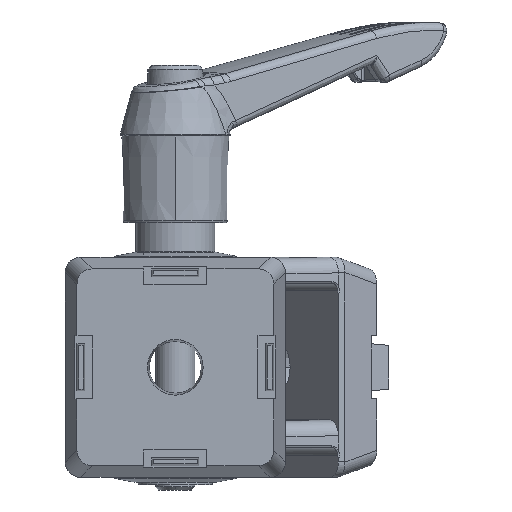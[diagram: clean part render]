
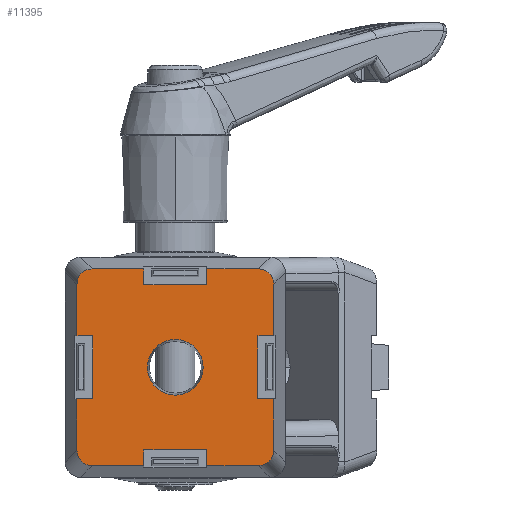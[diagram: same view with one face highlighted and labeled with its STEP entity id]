
A CAD part, front view. The second image highlights one B-rep face of the part: STEP entity #11395.
In plain terms, the highlighted planar face has unit normal (0, -1, 0).
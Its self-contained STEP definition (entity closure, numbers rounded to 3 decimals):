
#226=FACE_BOUND('',#3212,.T.);
#292=PLANE('',#12172);
#1007=(
BOUNDED_CURVE()
B_SPLINE_CURVE(3,(#17232,#17233,#17234,#17235),.UNSPECIFIED.,.F.,.F.)
B_SPLINE_CURVE_WITH_KNOTS((4,4),(2.385,3.898),
 .UNSPECIFIED.)
CURVE()
GEOMETRIC_REPRESENTATION_ITEM()
RATIONAL_B_SPLINE_CURVE((1.,0.818,0.818,1.))
REPRESENTATION_ITEM('')
);
#1008=(
BOUNDED_CURVE()
B_SPLINE_CURVE(3,(#17246,#17247,#17248,#17249),.UNSPECIFIED.,.F.,.F.)
B_SPLINE_CURVE_WITH_KNOTS((4,4),(5.527,7.039),
 .UNSPECIFIED.)
CURVE()
GEOMETRIC_REPRESENTATION_ITEM()
RATIONAL_B_SPLINE_CURVE((1.,0.818,0.818,1.))
REPRESENTATION_ITEM('')
);
#1009=(
BOUNDED_CURVE()
B_SPLINE_CURVE(3,(#17256,#17257,#17258,#17259),.UNSPECIFIED.,.F.,.F.)
B_SPLINE_CURVE_WITH_KNOTS((4,4),(2.385,3.898),
 .UNSPECIFIED.)
CURVE()
GEOMETRIC_REPRESENTATION_ITEM()
RATIONAL_B_SPLINE_CURVE((1.,0.818,0.818,1.))
REPRESENTATION_ITEM('')
);
#1010=(
BOUNDED_CURVE()
B_SPLINE_CURVE(3,(#17270,#17271,#17272,#17273),.UNSPECIFIED.,.F.,.F.)
B_SPLINE_CURVE_WITH_KNOTS((4,4),(5.527,7.039),
 .UNSPECIFIED.)
CURVE()
GEOMETRIC_REPRESENTATION_ITEM()
RATIONAL_B_SPLINE_CURVE((1.,0.818,0.818,1.))
REPRESENTATION_ITEM('')
);
#1258=LINE('',#17034,#1847);
#1261=LINE('',#17044,#1850);
#1266=LINE('',#17212,#1855);
#1269=LINE('',#17222,#1858);
#1273=LINE('',#17230,#1862);
#1274=LINE('',#17237,#1863);
#1275=LINE('',#17239,#1864);
#1276=LINE('',#17241,#1865);
#1277=LINE('',#17243,#1866);
#1278=LINE('',#17245,#1867);
#1279=LINE('',#17251,#1868);
#1280=LINE('',#17253,#1869);
#1281=LINE('',#17254,#1870);
#1282=LINE('',#17261,#1871);
#1283=LINE('',#17263,#1872);
#1284=LINE('',#17265,#1873);
#1285=LINE('',#17267,#1874);
#1286=LINE('',#17269,#1875);
#1287=LINE('',#17275,#1876);
#1288=LINE('',#17276,#1877);
#1847=VECTOR('',#13488,6.563);
#1850=VECTOR('',#13491,6.563);
#1855=VECTOR('',#13514,6.563);
#1858=VECTOR('',#13517,6.563);
#1862=VECTOR('',#13523,2.);
#1863=VECTOR('',#13524,6.563);
#1864=VECTOR('',#13525,2.);
#1865=VECTOR('',#13526,8.);
#1866=VECTOR('',#13527,2.);
#1867=VECTOR('',#13528,6.563);
#1868=VECTOR('',#13529,2.);
#1869=VECTOR('',#13530,8.);
#1870=VECTOR('',#13531,2.);
#1871=VECTOR('',#13532,6.563);
#1872=VECTOR('',#13533,2.);
#1873=VECTOR('',#13534,8.);
#1874=VECTOR('',#13535,2.);
#1875=VECTOR('',#13536,6.563);
#1876=VECTOR('',#13537,2.);
#1877=VECTOR('',#13538,8.);
#2519=FACE_OUTER_BOUND('',#3211,.T.);
#3211=EDGE_LOOP('',(#7506,#7507,#7508,#7509,#7510,#7511,#7512,#7513,#7514,
#7515,#7516,#7517,#7518,#7519,#7520,#7521,#7522,#7523,#7524,#7525,#7526,
#7527,#7528,#7529));
#3212=EDGE_LOOP('',(#7530,#7531));
#3897=CIRCLE('',#12046,3.544);
#3967=CIRCLE('',#12154,3.544);
#4449=VERTEX_POINT('',#16038);
#4450=VERTEX_POINT('',#16040);
#4580=VERTEX_POINT('',#17031);
#4581=VERTEX_POINT('',#17033);
#4583=VERTEX_POINT('',#17041);
#4584=VERTEX_POINT('',#17043);
#4590=VERTEX_POINT('',#17210);
#4591=VERTEX_POINT('',#17211);
#4593=VERTEX_POINT('',#17219);
#4594=VERTEX_POINT('',#17221);
#4597=VERTEX_POINT('',#17229);
#4598=VERTEX_POINT('',#17231);
#4599=VERTEX_POINT('',#17236);
#4600=VERTEX_POINT('',#17238);
#4601=VERTEX_POINT('',#17240);
#4602=VERTEX_POINT('',#17242);
#4603=VERTEX_POINT('',#17244);
#4604=VERTEX_POINT('',#17250);
#4605=VERTEX_POINT('',#17252);
#4606=VERTEX_POINT('',#17255);
#4607=VERTEX_POINT('',#17260);
#4608=VERTEX_POINT('',#17262);
#4609=VERTEX_POINT('',#17264);
#4610=VERTEX_POINT('',#17266);
#4611=VERTEX_POINT('',#17268);
#4612=VERTEX_POINT('',#17274);
#5503=EDGE_CURVE('',#4450,#4449,#3897,.T.);
#5663=EDGE_CURVE('',#4449,#4450,#3967,.T.);
#5682=EDGE_CURVE('',#4581,#4580,#1258,.T.);
#5686=EDGE_CURVE('',#4584,#4583,#1261,.T.);
#5699=EDGE_CURVE('',#4590,#4591,#1266,.T.);
#5703=EDGE_CURVE('',#4594,#4593,#1269,.T.);
#5707=EDGE_CURVE('',#4597,#4594,#1273,.T.);
#5708=EDGE_CURVE('',#4593,#4598,#1007,.T.);
#5709=EDGE_CURVE('',#4598,#4599,#1274,.T.);
#5710=EDGE_CURVE('',#4599,#4600,#1275,.T.);
#5711=EDGE_CURVE('',#4600,#4601,#1276,.T.);
#5712=EDGE_CURVE('',#4601,#4602,#1277,.T.);
#5713=EDGE_CURVE('',#4602,#4603,#1278,.T.);
#5714=EDGE_CURVE('',#4603,#4581,#1008,.T.);
#5715=EDGE_CURVE('',#4580,#4604,#1279,.T.);
#5716=EDGE_CURVE('',#4604,#4605,#1280,.T.);
#5717=EDGE_CURVE('',#4605,#4584,#1281,.T.);
#5718=EDGE_CURVE('',#4583,#4606,#1009,.T.);
#5719=EDGE_CURVE('',#4606,#4607,#1282,.T.);
#5720=EDGE_CURVE('',#4607,#4608,#1283,.T.);
#5721=EDGE_CURVE('',#4608,#4609,#1284,.T.);
#5722=EDGE_CURVE('',#4609,#4610,#1285,.T.);
#5723=EDGE_CURVE('',#4610,#4611,#1286,.T.);
#5724=EDGE_CURVE('',#4611,#4590,#1010,.T.);
#5725=EDGE_CURVE('',#4591,#4612,#1287,.T.);
#5726=EDGE_CURVE('',#4612,#4597,#1288,.T.);
#7506=ORIENTED_EDGE('',*,*,#5707,.T.);
#7507=ORIENTED_EDGE('',*,*,#5703,.T.);
#7508=ORIENTED_EDGE('',*,*,#5708,.T.);
#7509=ORIENTED_EDGE('',*,*,#5709,.T.);
#7510=ORIENTED_EDGE('',*,*,#5710,.T.);
#7511=ORIENTED_EDGE('',*,*,#5711,.T.);
#7512=ORIENTED_EDGE('',*,*,#5712,.T.);
#7513=ORIENTED_EDGE('',*,*,#5713,.T.);
#7514=ORIENTED_EDGE('',*,*,#5714,.T.);
#7515=ORIENTED_EDGE('',*,*,#5682,.T.);
#7516=ORIENTED_EDGE('',*,*,#5715,.T.);
#7517=ORIENTED_EDGE('',*,*,#5716,.T.);
#7518=ORIENTED_EDGE('',*,*,#5717,.T.);
#7519=ORIENTED_EDGE('',*,*,#5686,.T.);
#7520=ORIENTED_EDGE('',*,*,#5718,.T.);
#7521=ORIENTED_EDGE('',*,*,#5719,.T.);
#7522=ORIENTED_EDGE('',*,*,#5720,.T.);
#7523=ORIENTED_EDGE('',*,*,#5721,.T.);
#7524=ORIENTED_EDGE('',*,*,#5722,.T.);
#7525=ORIENTED_EDGE('',*,*,#5723,.T.);
#7526=ORIENTED_EDGE('',*,*,#5724,.T.);
#7527=ORIENTED_EDGE('',*,*,#5699,.T.);
#7528=ORIENTED_EDGE('',*,*,#5725,.T.);
#7529=ORIENTED_EDGE('',*,*,#5726,.T.);
#7530=ORIENTED_EDGE('',*,*,#5503,.T.);
#7531=ORIENTED_EDGE('',*,*,#5663,.T.);
#11395=ADVANCED_FACE('',(#2519,#226),#292,.T.);
#12046=AXIS2_PLACEMENT_3D('',#16041,#13195,#13196);
#12154=AXIS2_PLACEMENT_3D('',#16931,#13465,#13466);
#12172=AXIS2_PLACEMENT_3D('',#17228,#13521,#13522);
#13195=DIRECTION('center_axis',(0.,1.,0.));
#13196=DIRECTION('ref_axis',(0.,0.,-1.));
#13465=DIRECTION('center_axis',(0.,1.,0.));
#13466=DIRECTION('ref_axis',(0.,0.,-1.));
#13488=DIRECTION('',(0.,0.,-1.));
#13491=DIRECTION('',(0.,0.,-1.));
#13514=DIRECTION('',(0.,0.,1.));
#13517=DIRECTION('',(0.,0.,1.));
#13521=DIRECTION('center_axis',(0.,-1.,0.));
#13522=DIRECTION('ref_axis',(0.,0.,-1.));
#13523=DIRECTION('',(1.,0.,0.));
#13524=DIRECTION('',(-1.,0.,0.));
#13525=DIRECTION('',(0.,0.,-1.));
#13526=DIRECTION('',(-1.,0.,0.));
#13527=DIRECTION('',(0.,0.,1.));
#13528=DIRECTION('',(-1.,0.,0.));
#13529=DIRECTION('',(1.,0.,0.));
#13530=DIRECTION('',(0.,0.,-1.));
#13531=DIRECTION('',(-1.,0.,0.));
#13532=DIRECTION('',(1.,0.,0.));
#13533=DIRECTION('',(0.,0.,1.));
#13534=DIRECTION('',(1.,0.,0.));
#13535=DIRECTION('',(0.,0.,-1.));
#13536=DIRECTION('',(1.,0.,0.));
#13537=DIRECTION('',(-1.,0.,0.));
#13538=DIRECTION('',(0.,0.,1.));
#16038=CARTESIAN_POINT('',(0.,-22.5,3.544));
#16040=CARTESIAN_POINT('',(0.,-22.5,-3.544));
#16041=CARTESIAN_POINT('Origin',(0.,-22.5,0.));
#16931=CARTESIAN_POINT('Origin',(0.,-22.5,0.));
#17031=CARTESIAN_POINT('',(-12.504,-22.5,4.));
#17033=CARTESIAN_POINT('',(-12.504,-22.5,10.563));
#17034=CARTESIAN_POINT('',(-12.504,-22.5,15.));
#17041=CARTESIAN_POINT('',(-12.504,-22.5,-10.563));
#17043=CARTESIAN_POINT('',(-12.504,-22.5,-4.));
#17044=CARTESIAN_POINT('',(-12.504,-22.5,15.));
#17210=CARTESIAN_POINT('',(12.504,-22.5,-10.563));
#17211=CARTESIAN_POINT('',(12.504,-22.5,-4.));
#17212=CARTESIAN_POINT('',(12.504,-22.5,15.));
#17219=CARTESIAN_POINT('',(12.504,-22.5,10.563));
#17221=CARTESIAN_POINT('',(12.504,-22.5,4.));
#17222=CARTESIAN_POINT('',(12.504,-22.5,15.));
#17228=CARTESIAN_POINT('Origin',(-14.,-22.5,-14.));
#17229=CARTESIAN_POINT('',(10.504,-22.5,4.));
#17230=CARTESIAN_POINT('',(-14.,-22.5,4.));
#17231=CARTESIAN_POINT('',(10.563,-22.5,12.504));
#17232=CARTESIAN_POINT('Ctrl Pts',(12.504,-22.5,10.563));
#17233=CARTESIAN_POINT('Ctrl Pts',(12.504,-22.5,11.714));
#17234=CARTESIAN_POINT('Ctrl Pts',(11.714,-22.5,12.504));
#17235=CARTESIAN_POINT('Ctrl Pts',(10.563,-22.5,12.504));
#17236=CARTESIAN_POINT('',(4.,-22.5,12.504));
#17237=CARTESIAN_POINT('',(-14.,-22.5,12.504));
#17238=CARTESIAN_POINT('',(4.,-22.5,10.504));
#17239=CARTESIAN_POINT('',(4.,-22.5,-14.));
#17240=CARTESIAN_POINT('',(-4.,-22.5,10.504));
#17241=CARTESIAN_POINT('',(-14.,-22.5,10.504));
#17242=CARTESIAN_POINT('',(-4.,-22.5,12.504));
#17243=CARTESIAN_POINT('',(-4.,-22.5,-14.));
#17244=CARTESIAN_POINT('',(-10.563,-22.5,12.504));
#17245=CARTESIAN_POINT('',(-14.,-22.5,12.504));
#17246=CARTESIAN_POINT('Ctrl Pts',(-10.563,-22.5,12.504));
#17247=CARTESIAN_POINT('Ctrl Pts',(-11.714,-22.5,12.504));
#17248=CARTESIAN_POINT('Ctrl Pts',(-12.504,-22.5,11.714));
#17249=CARTESIAN_POINT('Ctrl Pts',(-12.504,-22.5,10.563));
#17250=CARTESIAN_POINT('',(-10.504,-22.5,4.));
#17251=CARTESIAN_POINT('',(-14.,-22.5,4.));
#17252=CARTESIAN_POINT('',(-10.504,-22.5,-4.));
#17253=CARTESIAN_POINT('',(-10.504,-22.5,-14.));
#17254=CARTESIAN_POINT('',(-14.,-22.5,-4.));
#17255=CARTESIAN_POINT('',(-10.563,-22.5,-12.504));
#17256=CARTESIAN_POINT('Ctrl Pts',(-12.504,-22.5,-10.563));
#17257=CARTESIAN_POINT('Ctrl Pts',(-12.504,-22.5,-11.714));
#17258=CARTESIAN_POINT('Ctrl Pts',(-11.714,-22.5,-12.504));
#17259=CARTESIAN_POINT('Ctrl Pts',(-10.563,-22.5,-12.504));
#17260=CARTESIAN_POINT('',(-4.,-22.5,-12.504));
#17261=CARTESIAN_POINT('',(-14.,-22.5,-12.504));
#17262=CARTESIAN_POINT('',(-4.,-22.5,-10.504));
#17263=CARTESIAN_POINT('',(-4.,-22.5,-14.));
#17264=CARTESIAN_POINT('',(4.,-22.5,-10.504));
#17265=CARTESIAN_POINT('',(-14.,-22.5,-10.504));
#17266=CARTESIAN_POINT('',(4.,-22.5,-12.504));
#17267=CARTESIAN_POINT('',(4.,-22.5,-14.));
#17268=CARTESIAN_POINT('',(10.563,-22.5,-12.504));
#17269=CARTESIAN_POINT('',(-14.,-22.5,-12.504));
#17270=CARTESIAN_POINT('Ctrl Pts',(10.563,-22.5,-12.504));
#17271=CARTESIAN_POINT('Ctrl Pts',(11.714,-22.5,-12.504));
#17272=CARTESIAN_POINT('Ctrl Pts',(12.504,-22.5,-11.714));
#17273=CARTESIAN_POINT('Ctrl Pts',(12.504,-22.5,-10.563));
#17274=CARTESIAN_POINT('',(10.504,-22.5,-4.));
#17275=CARTESIAN_POINT('',(-14.,-22.5,-4.));
#17276=CARTESIAN_POINT('',(10.504,-22.5,-14.));
